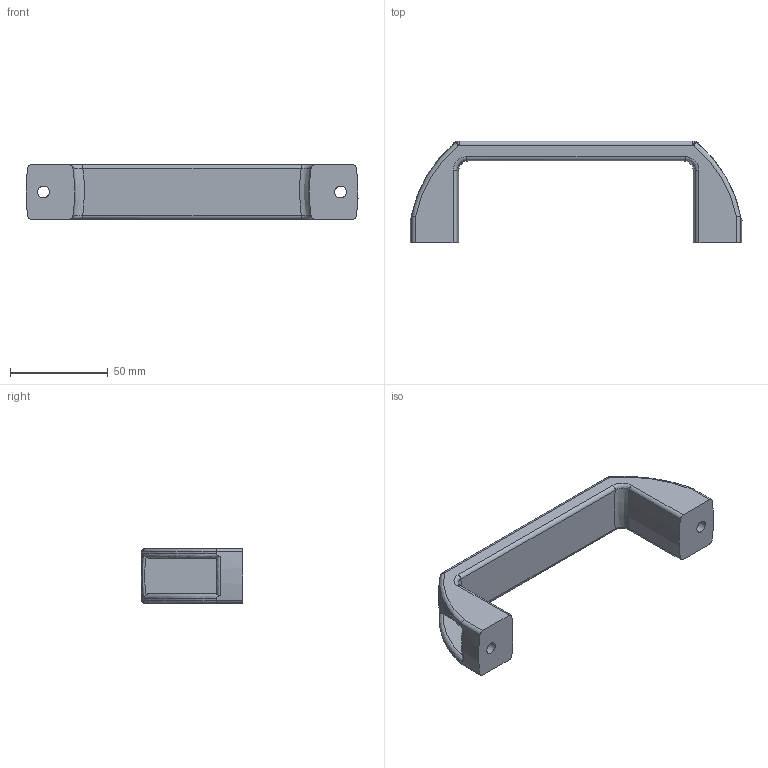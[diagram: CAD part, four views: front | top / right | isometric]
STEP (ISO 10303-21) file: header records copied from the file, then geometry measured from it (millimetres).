
FILE_DESCRIPTION (( 'STEP AP214' ), '1' );
FILE_NAME ('7310020', '2019-02-01T13:25:36', ( '' ), ('JUGARD+KÜNSTNER GmbH'), 'SwSTEP 2.0', 'SolidWorks 2017', '' );
FILE_SCHEMA (( 'AUTOMOTIVE_DESIGN' ));
Length unit declared in the file: millimetre
Products named in the file (1): 7310020_CNAJF00
Bounding box: 169.86 x 52 x 28 mm (x, y, z)
Volume: 65169.6 mm3; surface area: 21888.8 mm2
Topology: 1 solids, 1 shells, 88 faces, 232 edges, 148 vertices
Faces by surface type: bspline 40, plane 28, cylinder 20
Entity records: 6316 total; most frequent: CARTESIAN_POINT 4527, ORIENTED_EDGE 464, EDGE_CURVE 232, DIRECTION 194, VERTEX_POINT 148, B_SPLINE_CURVE_WITH_KNOTS 142, EDGE_LOOP 94, ADVANCED_FACE 88
